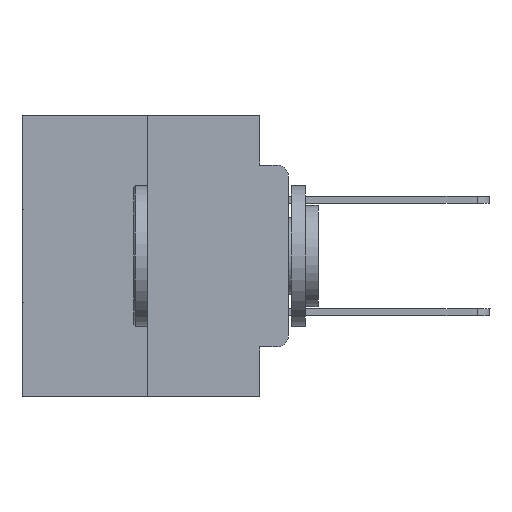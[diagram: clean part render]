
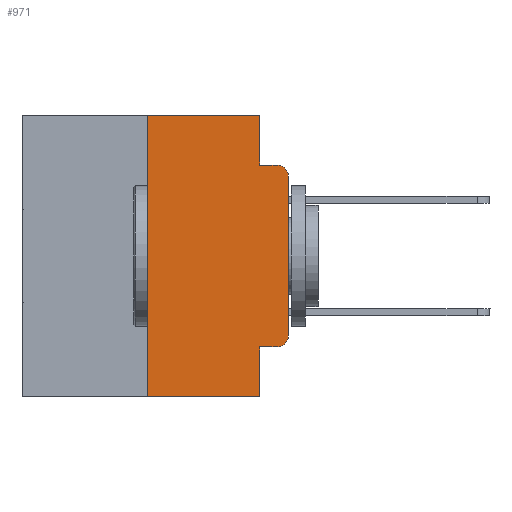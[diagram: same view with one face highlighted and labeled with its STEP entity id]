
A CAD part, left-side view. The second image highlights one B-rep face of the part: STEP entity #971.
In plain terms, the highlighted planar face has unit normal (-1, 0, 0).
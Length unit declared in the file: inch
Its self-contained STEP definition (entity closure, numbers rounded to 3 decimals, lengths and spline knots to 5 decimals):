
#453 = CARTESIAN_POINT ( 'NONE',  ( 0., 0.051, -0.4115 ) ) ;
#564 = LINE ( 'NONE', #4712, #17289 ) ;
#971 = ADVANCED_FACE ( 'NONE', ( #3984 ), #8265, .F. ) ;
#1559 = CARTESIAN_POINT ( 'NONE',  ( 0., 0.051, -0.0885 ) ) ;
#1948 = ORIENTED_EDGE ( 'NONE', *, *, #20012, .F. ) ;
#1993 = LINE ( 'NONE', #3918, #29052 ) ;
#1996 = VECTOR ( 'NONE', #3620, 39.37008 ) ;
#2383 = LINE ( 'NONE', #24699, #23919 ) ;
#2419 = CARTESIAN_POINT ( 'NONE',  ( 0., 0.473, 0. ) ) ;
#2557 = EDGE_CURVE ( 'NONE', #21088, #13482, #26630, .T. ) ;
#2697 = DIRECTION ( 'NONE',  ( 0., -1., 0. ) ) ;
#3620 = DIRECTION ( 'NONE',  ( 0., 0., -1. ) ) ;
#3855 = VERTEX_POINT ( 'NONE', #8715 ) ;
#3918 = CARTESIAN_POINT ( 'NONE',  ( 0., 0.25, 0. ) ) ;
#3984 = FACE_OUTER_BOUND ( 'NONE', #6522, .T. ) ;
#4151 = VECTOR ( 'NONE', #14194, 39.37008 ) ;
#4381 = VERTEX_POINT ( 'NONE', #9384 ) ;
#4495 = DIRECTION ( 'NONE',  ( 0., 0., 1. ) ) ;
#4597 = DIRECTION ( 'NONE',  ( 0., -1., 0. ) ) ;
#4712 = CARTESIAN_POINT ( 'NONE',  ( 0., 0.051, 0. ) ) ;
#6522 = EDGE_LOOP ( 'NONE', ( #14369, #22931, #16337, #19677, #1948, #27032, #16018, #10910, #25249, #24812 ) ) ;
#6974 = CARTESIAN_POINT ( 'NONE',  ( 0., 0.051, -0.0885 ) ) ;
#7429 = LINE ( 'NONE', #2419, #9858 ) ;
#7632 = CARTESIAN_POINT ( 'NONE',  ( 0., 0.051, 0. ) ) ;
#7665 = EDGE_CURVE ( 'NONE', #14169, #21088, #28037, .T. ) ;
#8265 = PLANE ( 'NONE',  #25904 ) ;
#8715 = CARTESIAN_POINT ( 'NONE',  ( 0., 0.25, -0.5 ) ) ;
#8872 = EDGE_CURVE ( 'NONE', #25383, #13482, #14431, .T. ) ;
#9042 = EDGE_CURVE ( 'NONE', #3855, #9556, #2383, .T. ) ;
#9170 = LINE ( 'NONE', #15801, #4151 ) ;
#9384 = CARTESIAN_POINT ( 'NONE',  ( 0., 0.02, -0.4115 ) ) ;
#9434 = CARTESIAN_POINT ( 'NONE',  ( 0., 0.051, -0.5 ) ) ;
#9556 = VERTEX_POINT ( 'NONE', #9434 ) ;
#9723 = AXIS2_PLACEMENT_3D ( 'NONE', #10192, #28259, #23966 ) ;
#9858 = VECTOR ( 'NONE', #2697, 39.37008 ) ;
#10192 = CARTESIAN_POINT ( 'NONE',  ( 0., 0.02, -0.1085 ) ) ;
#10448 = EDGE_CURVE ( 'NONE', #21166, #25383, #14922, .T. ) ;
#10910 = ORIENTED_EDGE ( 'NONE', *, *, #22055, .F. ) ;
#11549 = DIRECTION ( 'NONE',  ( 0., -1., 0. ) ) ;
#11993 = CARTESIAN_POINT ( 'NONE',  ( 0., 0.02, -0.0885 ) ) ;
#12334 = EDGE_CURVE ( 'NONE', #15012, #4381, #9170, .T. ) ;
#12652 = CARTESIAN_POINT ( 'NONE',  ( 0., 0.25, 0. ) ) ;
#13482 = VERTEX_POINT ( 'NONE', #11993 ) ;
#14069 = DIRECTION ( 'NONE',  ( 0., 0., -1. ) ) ;
#14169 = VERTEX_POINT ( 'NONE', #7632 ) ;
#14194 = DIRECTION ( 'NONE',  ( 0., -1., 0. ) ) ;
#14237 = VERTEX_POINT ( 'NONE', #12652 ) ;
#14369 = ORIENTED_EDGE ( 'NONE', *, *, #10448, .T. ) ;
#14431 = CIRCLE ( 'NONE', #9723, 0.02 ) ;
#14783 = CARTESIAN_POINT ( 'NONE',  ( 0., 0., 0. ) ) ;
#14922 = LINE ( 'NONE', #14783, #19745 ) ;
#15012 = VERTEX_POINT ( 'NONE', #453 ) ;
#15282 = EDGE_CURVE ( 'NONE', #4381, #21166, #28635, .T. ) ;
#15364 = DIRECTION ( 'NONE',  ( 0., 0., -1. ) ) ;
#15801 = CARTESIAN_POINT ( 'NONE',  ( 0., 0.051, -0.4115 ) ) ;
#16018 = ORIENTED_EDGE ( 'NONE', *, *, #9042, .T. ) ;
#16337 = ORIENTED_EDGE ( 'NONE', *, *, #2557, .F. ) ;
#17289 = VECTOR ( 'NONE', #27469, 39.37008 ) ;
#18130 = DIRECTION ( 'NONE',  ( 1., 0., 0. ) ) ;
#19677 = ORIENTED_EDGE ( 'NONE', *, *, #7665, .F. ) ;
#19745 = VECTOR ( 'NONE', #23805, 39.37008 ) ;
#20012 = EDGE_CURVE ( 'NONE', #14237, #14169, #7429, .T. ) ;
#20127 = AXIS2_PLACEMENT_3D ( 'NONE', #27666, #24851, #14069 ) ;
#21088 = VERTEX_POINT ( 'NONE', #1559 ) ;
#21166 = VERTEX_POINT ( 'NONE', #24453 ) ;
#21210 = EDGE_CURVE ( 'NONE', #3855, #14237, #1993, .T. ) ;
#21468 = VECTOR ( 'NONE', #11549, 39.37008 ) ;
#22055 = EDGE_CURVE ( 'NONE', #15012, #9556, #564, .T. ) ;
#22205 = CARTESIAN_POINT ( 'NONE',  ( 0., 0.473, 0. ) ) ;
#22699 = CARTESIAN_POINT ( 'NONE',  ( 0., 0., -0.1085 ) ) ;
#22931 = ORIENTED_EDGE ( 'NONE', *, *, #8872, .T. ) ;
#23805 = DIRECTION ( 'NONE',  ( 0., 0., 1. ) ) ;
#23919 = VECTOR ( 'NONE', #4597, 39.37008 ) ;
#23966 = DIRECTION ( 'NONE',  ( 0., 0., -1. ) ) ;
#24453 = CARTESIAN_POINT ( 'NONE',  ( 0., 0., -0.3915 ) ) ;
#24699 = CARTESIAN_POINT ( 'NONE',  ( 0., 0.473, -0.5 ) ) ;
#24812 = ORIENTED_EDGE ( 'NONE', *, *, #15282, .T. ) ;
#24851 = DIRECTION ( 'NONE',  ( -1., 0., 0. ) ) ;
#25249 = ORIENTED_EDGE ( 'NONE', *, *, #12334, .T. ) ;
#25383 = VERTEX_POINT ( 'NONE', #22699 ) ;
#25525 = CARTESIAN_POINT ( 'NONE',  ( 0., 0.051, 0. ) ) ;
#25904 = AXIS2_PLACEMENT_3D ( 'NONE', #22205, #18130, #15364 ) ;
#26630 = LINE ( 'NONE', #6974, #21468 ) ;
#27032 = ORIENTED_EDGE ( 'NONE', *, *, #21210, .F. ) ;
#27469 = DIRECTION ( 'NONE',  ( 0., 0., -1. ) ) ;
#27666 = CARTESIAN_POINT ( 'NONE',  ( 0., 0.02, -0.3915 ) ) ;
#28037 = LINE ( 'NONE', #25525, #1996 ) ;
#28259 = DIRECTION ( 'NONE',  ( -1., 0., 0. ) ) ;
#28635 = CIRCLE ( 'NONE', #20127, 0.02 ) ;
#29052 = VECTOR ( 'NONE', #4495, 39.37008 ) ;
